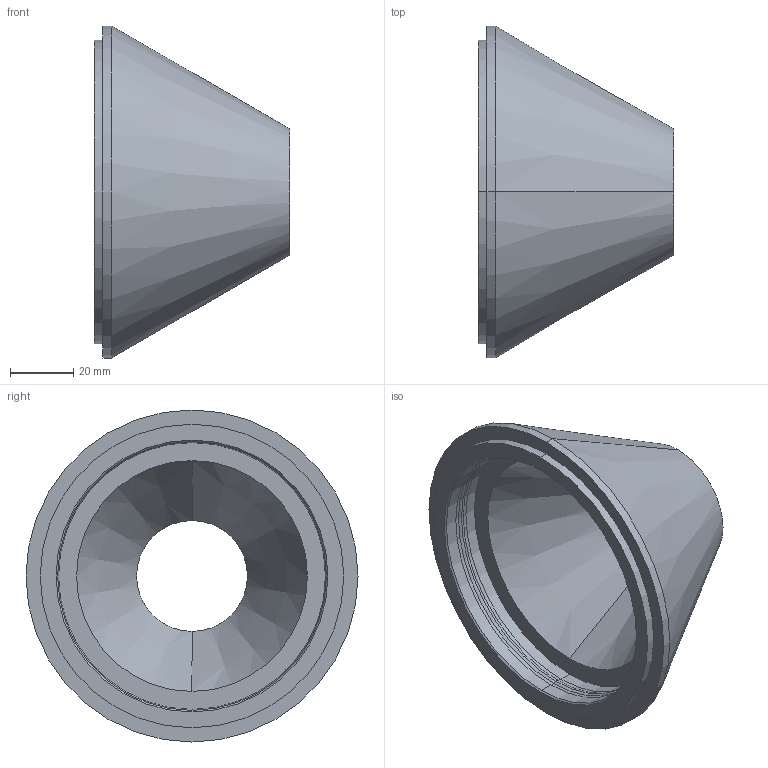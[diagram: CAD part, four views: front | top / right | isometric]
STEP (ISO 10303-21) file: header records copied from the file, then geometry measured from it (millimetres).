
FILE_DESCRIPTION (( 'STEP AP214' ), '1' );
FILE_NAME ('EL II-35-K-60.STEP', '2019-11-08T09:48:21', ( '' ), ( '' ), 'SwSTEP 2.0', 'SolidWorks 2019', '' );
FILE_SCHEMA (( 'AUTOMOTIVE_DESIGN' ));
Length unit declared in the file: millimetre
Products named in the file (1): EL II-35-K-60
Bounding box: 61.7 x 105 x 105 mm (x, y, z)
Surface area: 34060.1 mm2 (no closed solid volume)
Topology: 0 solids, 2 shells, 32 faces, 68 edges, 42 vertices
Faces by surface type: cylinder 14, cone 8, plane 6, torus 4
Entity records: 1250 total; most frequent: DIRECTION 180, CARTESIAN_POINT 143, ORIENTED_EDGE 128, AXIS2_PLACEMENT_3D 79, EDGE_CURVE 68, CIRCLE 46, VERTEX_POINT 42, EDGE_LOOP 38
